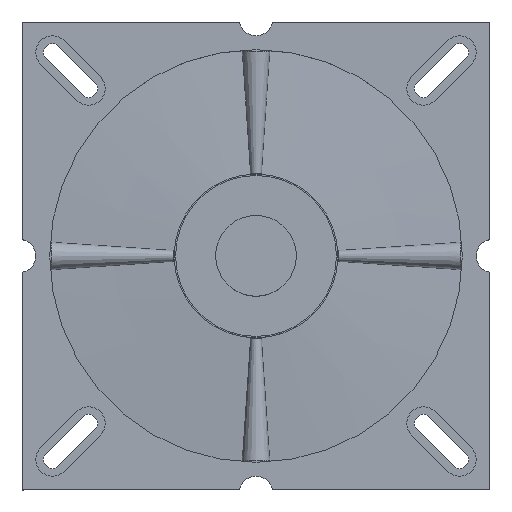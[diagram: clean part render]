
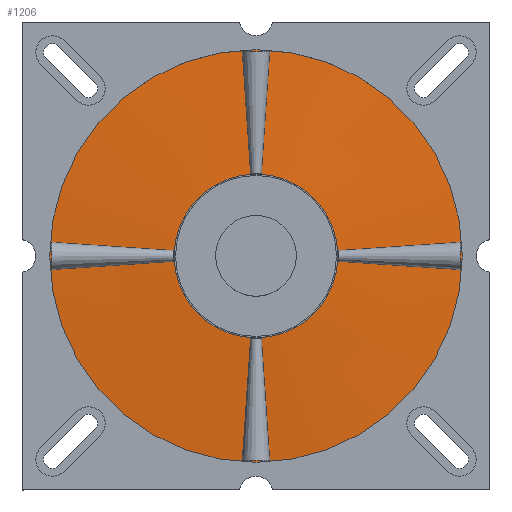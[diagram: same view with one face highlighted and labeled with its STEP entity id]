
A CAD part, top view. The second image highlights one B-rep face of the part: STEP entity #1206.
In plain terms, the highlighted conical face has half-angle 86.067 degrees and reference radius 52.112 mm.
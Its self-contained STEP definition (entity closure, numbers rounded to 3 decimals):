
#127=FACE_OUTER_BOUND('',#199,.T.);
#199=EDGE_LOOP('',(#892,#893,#894,#895,#896,#897));
#278=LINE('',#1877,#380);
#380=VECTOR('',#1510,52.112);
#492=CIRCLE('',#1311,74.625);
#495=CIRCLE('',#1314,74.625);
#498=CIRCLE('',#1319,29.6);
#499=CIRCLE('',#1320,29.6);
#560=VERTEX_POINT('',#1856);
#561=VERTEX_POINT('',#1857);
#566=VERTEX_POINT('',#1871);
#567=VERTEX_POINT('',#1872);
#684=EDGE_CURVE('',#560,#561,#492,.T.);
#688=EDGE_CURVE('',#561,#560,#495,.T.);
#691=EDGE_CURVE('',#566,#567,#498,.T.);
#692=EDGE_CURVE('',#567,#566,#499,.T.);
#694=EDGE_CURVE('',#561,#567,#278,.T.);
#892=ORIENTED_EDGE('',*,*,#684,.F.);
#893=ORIENTED_EDGE('',*,*,#688,.F.);
#894=ORIENTED_EDGE('',*,*,#694,.T.);
#895=ORIENTED_EDGE('',*,*,#692,.T.);
#896=ORIENTED_EDGE('',*,*,#691,.T.);
#897=ORIENTED_EDGE('',*,*,#694,.F.);
#1190=CONICAL_SURFACE('',#1321,52.112,1.502);
#1206=ADVANCED_FACE('',(#127),#1190,.T.);
#1311=AXIS2_PLACEMENT_3D('',#1858,#1486,#1487);
#1314=AXIS2_PLACEMENT_3D('',#1864,#1493,#1494);
#1319=AXIS2_PLACEMENT_3D('',#1873,#1503,#1504);
#1320=AXIS2_PLACEMENT_3D('',#1874,#1505,#1506);
#1321=AXIS2_PLACEMENT_3D('',#1876,#1508,#1509);
#1486=DIRECTION('center_axis',(0.,0.,-1.));
#1487=DIRECTION('ref_axis',(1.,0.,0.));
#1493=DIRECTION('center_axis',(0.,0.,-1.));
#1494=DIRECTION('ref_axis',(1.,0.,0.));
#1503=DIRECTION('center_axis',(0.,0.,-1.));
#1504=DIRECTION('ref_axis',(1.,0.,0.));
#1505=DIRECTION('center_axis',(0.,0.,-1.));
#1506=DIRECTION('ref_axis',(1.,0.,0.));
#1508=DIRECTION('center_axis',(0.,0.,-1.));
#1509=DIRECTION('ref_axis',(-1.,0.,0.));
#1510=DIRECTION('',(-0.998,0.,0.069));
#1856=CARTESIAN_POINT('',(-74.625,0.,10.));
#1857=CARTESIAN_POINT('',(74.625,0.,10.));
#1858=CARTESIAN_POINT('Origin',(0.,0.,10.));
#1864=CARTESIAN_POINT('Origin',(0.,0.,10.));
#1871=CARTESIAN_POINT('',(-29.6,0.,13.095));
#1872=CARTESIAN_POINT('',(29.6,0.,13.095));
#1873=CARTESIAN_POINT('Origin',(0.,0.,13.095));
#1874=CARTESIAN_POINT('Origin',(0.,0.,13.095));
#1876=CARTESIAN_POINT('Origin',(0.,0.,11.548));
#1877=CARTESIAN_POINT('',(52.112,0.,11.548));
